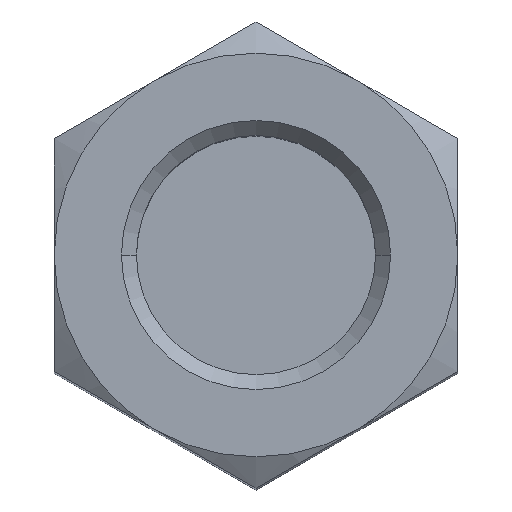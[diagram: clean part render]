
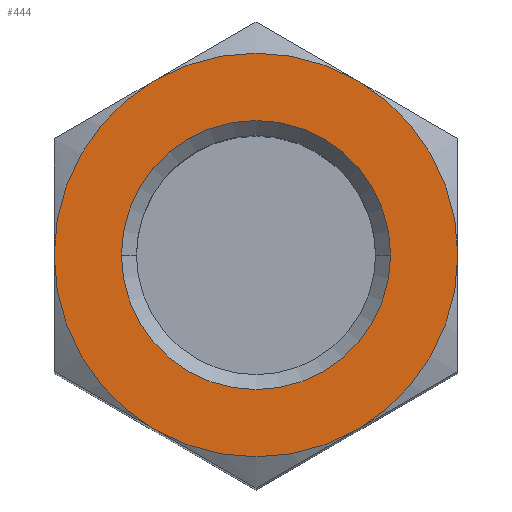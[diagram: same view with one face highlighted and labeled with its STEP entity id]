
A CAD part, top view. The second image highlights one B-rep face of the part: STEP entity #444.
In plain terms, the highlighted planar face has unit normal (0, 0, 1).
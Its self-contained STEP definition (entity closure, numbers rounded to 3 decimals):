
#21 = FACE_OUTER_BOUND ( 'NONE', #450, .T. ) ;
#41 = VERTEX_POINT ( 'NONE', #252 ) ;
#66 = VERTEX_POINT ( 'NONE', #655 ) ;
#72 = ORIENTED_EDGE ( 'NONE', *, *, #494, .T. ) ;
#93 = DIRECTION ( 'NONE',  ( 0., 0., -1. ) ) ;
#101 = CIRCLE ( 'NONE', #818, 9. ) ;
#113 = CIRCLE ( 'NONE', #381, 9. ) ;
#116 = EDGE_CURVE ( 'NONE', #901, #804, #580, .T. ) ;
#124 = CIRCLE ( 'NONE', #137, 13.5 ) ;
#137 = AXIS2_PLACEMENT_3D ( 'NONE', #588, #434, #750 ) ;
#159 = ORIENTED_EDGE ( 'NONE', *, *, #208, .T. ) ;
#163 = ORIENTED_EDGE ( 'NONE', *, *, #503, .T. ) ;
#193 = DIRECTION ( 'NONE',  ( -1., 0., 0. ) ) ;
#194 = EDGE_CURVE ( 'NONE', #41, #725, #124, .T. ) ;
#201 = CARTESIAN_POINT ( 'NONE',  ( 0., 0., 75. ) ) ;
#202 = VERTEX_POINT ( 'NONE', #355 ) ;
#208 = EDGE_CURVE ( 'NONE', #202, #901, #504, .T. ) ;
#219 = DIRECTION ( 'NONE',  ( 0., 0., 1. ) ) ;
#242 = ORIENTED_EDGE ( 'NONE', *, *, #967, .T. ) ;
#252 = CARTESIAN_POINT ( 'NONE',  ( -13.5, 0., 75. ) ) ;
#255 = CARTESIAN_POINT ( 'NONE',  ( -6.75, -11.691, 75. ) ) ;
#260 = CARTESIAN_POINT ( 'NONE',  ( 0., 0., 75. ) ) ;
#274 = CARTESIAN_POINT ( 'NONE',  ( 0., 0., 75. ) ) ;
#278 = DIRECTION ( 'NONE',  ( 0., 0., 1. ) ) ;
#320 = FACE_BOUND ( 'NONE', #874, .T. ) ;
#327 = EDGE_CURVE ( 'NONE', #41, #858, #993, .T. ) ;
#336 = DIRECTION ( 'NONE',  ( -1., 0., 0. ) ) ;
#352 = AXIS2_PLACEMENT_3D ( 'NONE', #860, #219, #550 ) ;
#355 = CARTESIAN_POINT ( 'NONE',  ( 6.75, -11.691, 75. ) ) ;
#381 = AXIS2_PLACEMENT_3D ( 'NONE', #274, #826, #596 ) ;
#387 = CARTESIAN_POINT ( 'NONE',  ( -6.75, 11.691, 75. ) ) ;
#393 = ORIENTED_EDGE ( 'NONE', *, *, #570, .T. ) ;
#394 = DIRECTION ( 'NONE',  ( 0., 0., 1. ) ) ;
#408 = CARTESIAN_POINT ( 'NONE',  ( 0., 0., 75. ) ) ;
#415 = CARTESIAN_POINT ( 'NONE',  ( 6.75, 11.691, 75. ) ) ;
#416 = DIRECTION ( 'NONE',  ( 0., 0., 1. ) ) ;
#434 = DIRECTION ( 'NONE',  ( 0., 0., -1. ) ) ;
#441 = AXIS2_PLACEMENT_3D ( 'NONE', #201, #278, #837 ) ;
#444 = ADVANCED_FACE ( 'NONE', ( #320, #21 ), #896, .F. ) ;
#446 = DIRECTION ( 'NONE',  ( 0., 0., 1. ) ) ;
#450 = EDGE_LOOP ( 'NONE', ( #563, #711, #163, #159, #920, #72 ) ) ;
#494 = EDGE_CURVE ( 'NONE', #804, #725, #877, .T. ) ;
#503 = EDGE_CURVE ( 'NONE', #858, #202, #1006, .T. ) ;
#504 = CIRCLE ( 'NONE', #441, 13.5 ) ;
#519 = AXIS2_PLACEMENT_3D ( 'NONE', #924, #446, #669 ) ;
#550 = DIRECTION ( 'NONE',  ( -1., 0., 0. ) ) ;
#553 = AXIS2_PLACEMENT_3D ( 'NONE', #408, #394, #730 ) ;
#563 = ORIENTED_EDGE ( 'NONE', *, *, #194, .F. ) ;
#570 = EDGE_CURVE ( 'NONE', #66, #726, #113, .T. ) ;
#574 = AXIS2_PLACEMENT_3D ( 'NONE', #815, #93, #962 ) ;
#580 = CIRCLE ( 'NONE', #519, 13.5 ) ;
#588 = CARTESIAN_POINT ( 'NONE',  ( 0., 0., 75. ) ) ;
#590 = CARTESIAN_POINT ( 'NONE',  ( 13.5, 0., 75. ) ) ;
#596 = DIRECTION ( 'NONE',  ( -1., 0., 0. ) ) ;
#655 = CARTESIAN_POINT ( 'NONE',  ( 9., 0., 75. ) ) ;
#669 = DIRECTION ( 'NONE',  ( -1., 0., 0. ) ) ;
#711 = ORIENTED_EDGE ( 'NONE', *, *, #327, .T. ) ;
#722 = CARTESIAN_POINT ( 'NONE',  ( 0., 0., 75. ) ) ;
#725 = VERTEX_POINT ( 'NONE', #387 ) ;
#726 = VERTEX_POINT ( 'NONE', #762 ) ;
#730 = DIRECTION ( 'NONE',  ( -1., 0., 0. ) ) ;
#750 = DIRECTION ( 'NONE',  ( -1., 0., 0. ) ) ;
#762 = CARTESIAN_POINT ( 'NONE',  ( -9., 0., 75. ) ) ;
#804 = VERTEX_POINT ( 'NONE', #415 ) ;
#815 = CARTESIAN_POINT ( 'NONE',  ( 16., 0., 75. ) ) ;
#818 = AXIS2_PLACEMENT_3D ( 'NONE', #260, #911, #193 ) ;
#826 = DIRECTION ( 'NONE',  ( 0., 0., -1. ) ) ;
#837 = DIRECTION ( 'NONE',  ( -1., 0., 0. ) ) ;
#858 = VERTEX_POINT ( 'NONE', #255 ) ;
#860 = CARTESIAN_POINT ( 'NONE',  ( 0., 0., 75. ) ) ;
#874 = EDGE_LOOP ( 'NONE', ( #393, #242 ) ) ;
#877 = CIRCLE ( 'NONE', #963, 13.5 ) ;
#896 = PLANE ( 'NONE',  #574 ) ;
#901 = VERTEX_POINT ( 'NONE', #590 ) ;
#911 = DIRECTION ( 'NONE',  ( 0., 0., -1. ) ) ;
#920 = ORIENTED_EDGE ( 'NONE', *, *, #116, .T. ) ;
#924 = CARTESIAN_POINT ( 'NONE',  ( 0., 0., 75. ) ) ;
#962 = DIRECTION ( 'NONE',  ( -1., 0., 0. ) ) ;
#963 = AXIS2_PLACEMENT_3D ( 'NONE', #722, #416, #336 ) ;
#967 = EDGE_CURVE ( 'NONE', #726, #66, #101, .T. ) ;
#993 = CIRCLE ( 'NONE', #352, 13.5 ) ;
#1006 = CIRCLE ( 'NONE', #553, 13.5 ) ;
